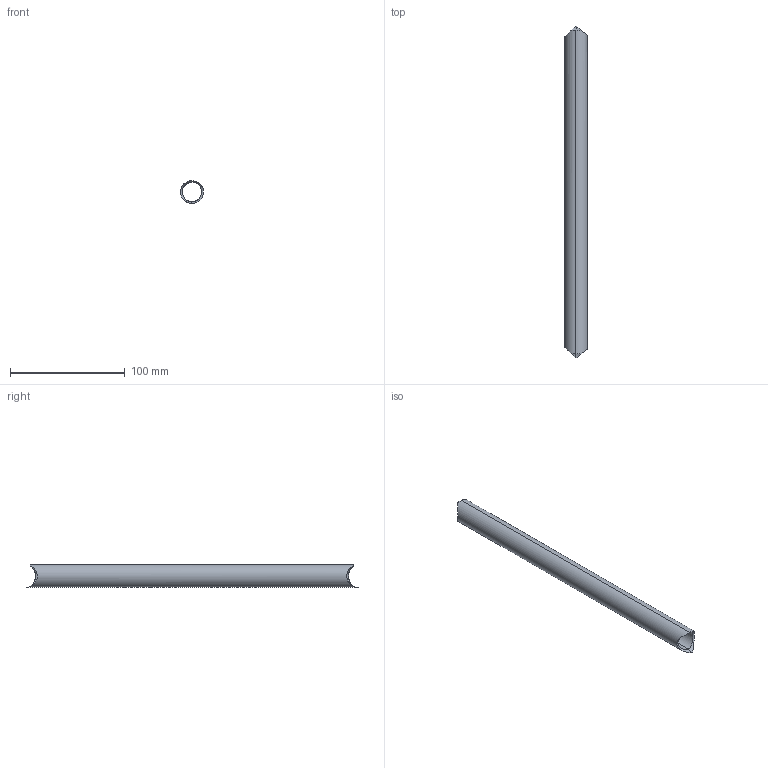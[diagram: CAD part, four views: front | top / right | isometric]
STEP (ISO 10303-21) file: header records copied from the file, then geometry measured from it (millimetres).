
FILE_DESCRIPTION(('STEP AP214'),'1');
FILE_NAME('119.stp','2019-12-01T21:47:40',(' '),(' '),'Spatial InterOp 3D',' ',' ');
FILE_SCHEMA(('AUTOMOTIVE_DESIGN { 1 0 10303 214 1 1 1 1 }'));
Length unit declared in the file: metre
Products named in the file (1): PartBody/Pocket.3
Bounding box: 20 x 289.93 x 20 mm (x, y, z)
Volume: 24108.9 mm3; surface area: 32433.6 mm2
Topology: 1 solids, 1 shells, 13 faces, 38 edges, 25 vertices
Faces by surface type: cylinder 11, plane 2
Entity records: 1079 total; most frequent: CARTESIAN_POINT 482, ORIENTED_EDGE 76, STYLED_ITEM 47, PRESENTATION_STYLE_ASSIGNMENT 47, COLOUR_RGB 47, DIRECTION 44, EDGE_CURVE 38, CURVE_STYLE 33
